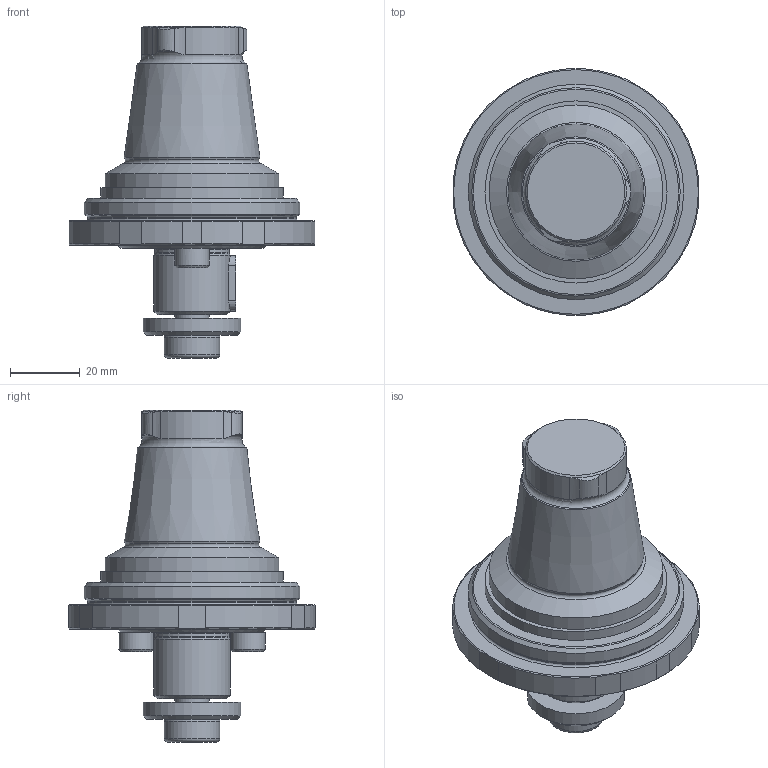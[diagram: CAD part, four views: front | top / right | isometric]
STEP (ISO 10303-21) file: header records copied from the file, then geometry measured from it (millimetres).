
FILE_DESCRIPTION(/* description */ ('Unknown'),/* implementation_level */ '2;1');
FILE_NAME(/* name */ '320240022',/* time_stamp */ '2020-08-03T08:12:51+02:00',/* author */ ('WTO KS'),/* organization */ ('WTO'),/* preprocessor_version */ 'ST-DEVELOPER v16.7',/* originating_system */ 'DEX',/* authorisation */ $);
FILE_SCHEMA (('AP203_CONFIGURATION_CONTROLLED_3D_DESIGN_OF_MECHANICAL_PARTS_AND_ASSEMBLIES_MIM_LF { 1 0 10303 203 3 1 4 }','AUTOMOTIVE_DESIGN { 1 0 10303 214 3 1 1 }','TECHNICAL_DATA_PACKAGING','AP242_MANAGED_MODEL_BASED_3D_ENGINEERING_MIM_LF { 1 0 10303 442 1 1 4 }','AUTOMOTIVE_DESIGN {1 0 10303 214 3 1 1}'));
Length unit declared in the file: millimetre
Products named in the file (1): 090330_320240022_vereinfacht_STP_00416279
Bounding box: 70.6 x 70.8 x 95.5 mm (x, y, z)
Volume: 115729.1 mm3; surface area: 19465.4 mm2
Topology: 1 solids, 1 shells, 91 faces, 212 edges, 131 vertices
Faces by surface type: cylinder 34, plane 27, cone 21, torus 9
Full cylindrical faces by diameter (mm): 10 x3, 16 x1, 21.6 x1, 22 x1, 28 x1, 50 x1, 52.4 x1, 60.1 x1, 62 x1
Entity records: 2404 total; most frequent: CARTESIAN_POINT 530, DIRECTION 389, ORIENTED_EDGE 334, AXIS2_PLACEMENT_3D 174, EDGE_CURVE 167, EDGE_LOOP 133, FACE_BOUND 133, VERTEX_POINT 120
